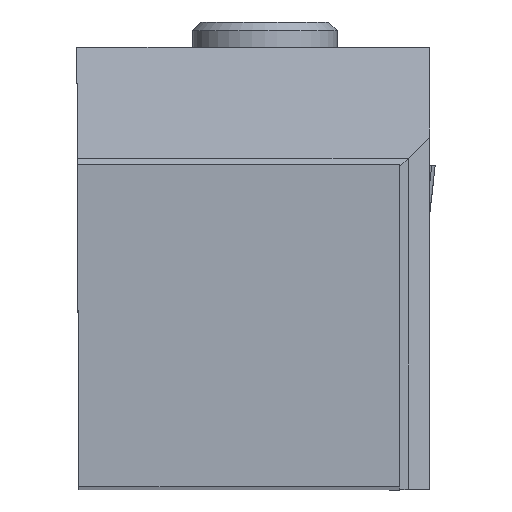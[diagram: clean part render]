
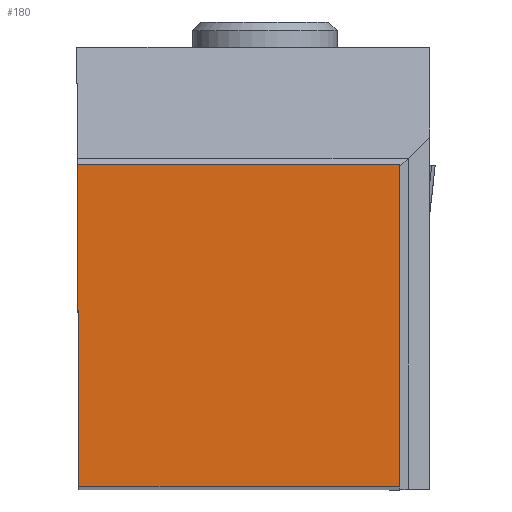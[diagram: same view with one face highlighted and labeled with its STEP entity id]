
A CAD part, top view. The second image highlights one B-rep face of the part: STEP entity #180.
In plain terms, the highlighted planar face has unit normal (0, 0, 1).
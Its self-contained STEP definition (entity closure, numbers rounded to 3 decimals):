
#180=ADVANCED_FACE('BLANK_BOXF006',(#286),#230,.F.);
#230=PLANE('',#1318);
#286=FACE_OUTER_BOUND('',#344,.T.);
#344=EDGE_LOOP('',(#593,#594,#595,#596));
#593=ORIENTED_EDGE('',*,*,#914,.T.);
#594=ORIENTED_EDGE('',*,*,#915,.T.);
#595=ORIENTED_EDGE('',*,*,#910,.T.);
#596=ORIENTED_EDGE('',*,*,#904,.T.);
#765=VERTEX_POINT('',#2051);
#766=VERTEX_POINT('',#2053);
#769=VERTEX_POINT('',#2064);
#772=VERTEX_POINT('',#2072);
#904=EDGE_CURVE('',#766,#765,#1035,.T.);
#910=EDGE_CURVE('',#769,#766,#1041,.T.);
#914=EDGE_CURVE('',#765,#772,#1045,.T.);
#915=EDGE_CURVE('',#772,#769,#1046,.T.);
#1035=LINE('',#2052,#1168);
#1041=LINE('',#2063,#1174);
#1045=LINE('',#2071,#1178);
#1046=LINE('',#2073,#1179);
#1168=VECTOR('',#1552,1.);
#1174=VECTOR('',#1562,1.);
#1178=VECTOR('',#1568,1.);
#1179=VECTOR('',#1569,1.);
#1318=AXIS2_PLACEMENT_3D('',#2074,#1570,#1571);
#1552=DIRECTION('',(1.,0.,0.));
#1562=DIRECTION('',(0.004,-1.,0.));
#1568=DIRECTION('',(0.,1.,0.));
#1569=DIRECTION('',(-1.,0.,0.));
#1570=DIRECTION('',(0.,0.,-1.));
#1571=DIRECTION('',(0.,-1.,0.));
#2051=CARTESIAN_POINT('',(18.923,0.,0.));
#2052=CARTESIAN_POINT('',(-113.5,0.,0.));
#2053=CARTESIAN_POINT('',(0.083,0.,0.));
#2063=CARTESIAN_POINT('',(-0.413,113.499,0.));
#2064=CARTESIAN_POINT('',(0.,18.923,0.));
#2071=CARTESIAN_POINT('',(18.923,-113.5,0.));
#2072=CARTESIAN_POINT('',(18.923,18.923,0.));
#2073=CARTESIAN_POINT('',(113.5,18.923,0.));
#2074=CARTESIAN_POINT('',(20.681,-5.,0.));
